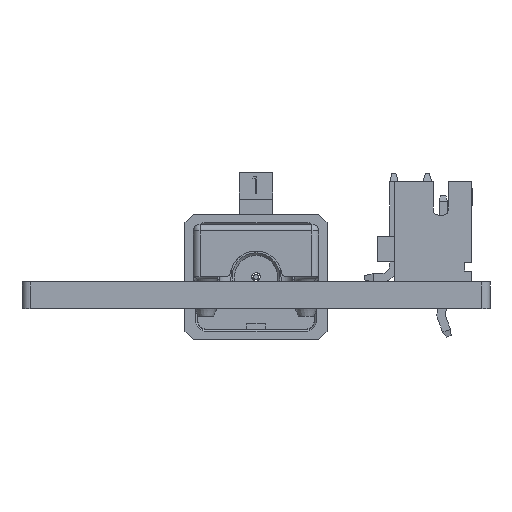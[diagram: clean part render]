
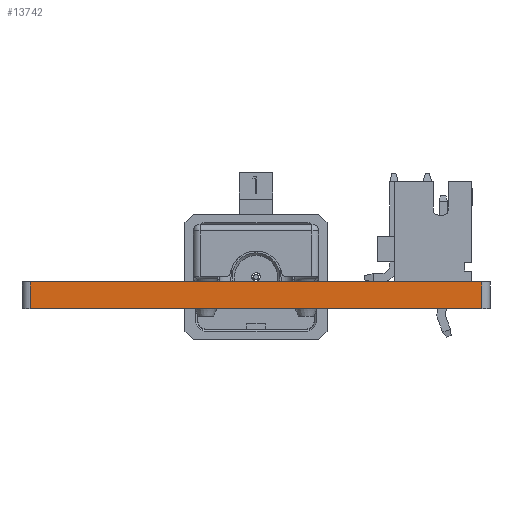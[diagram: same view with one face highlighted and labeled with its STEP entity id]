
A CAD part, front view. The second image highlights one B-rep face of the part: STEP entity #13742.
In plain terms, the highlighted planar face has unit normal (0, -1, 0).
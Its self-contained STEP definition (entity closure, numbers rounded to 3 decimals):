
#524=PLANE('',#14833);
#1112=FACE_OUTER_BOUND('',#1844,.T.);
#1844=EDGE_LOOP('',(#9821,#9822,#9823,#9824));
#2905=LINE('',#20517,#4251);
#2906=LINE('',#20521,#4252);
#2907=LINE('',#20523,#4253);
#2908=LINE('',#20524,#4254);
#4251=VECTOR('',#16741,1000.);
#4252=VECTOR('',#16746,1000.);
#4253=VECTOR('',#16747,1000.);
#4254=VECTOR('',#16748,1000.);
#6266=VERTEX_POINT('',#20514);
#6267=VERTEX_POINT('',#20516);
#6268=VERTEX_POINT('',#20520);
#6269=VERTEX_POINT('',#20522);
#7690=EDGE_CURVE('',#6267,#6266,#2905,.T.);
#7692=EDGE_CURVE('',#6266,#6268,#2906,.T.);
#7693=EDGE_CURVE('',#6269,#6268,#2907,.T.);
#7694=EDGE_CURVE('',#6267,#6269,#2908,.T.);
#9821=ORIENTED_EDGE('',*,*,#7692,.T.);
#9822=ORIENTED_EDGE('',*,*,#7693,.F.);
#9823=ORIENTED_EDGE('',*,*,#7694,.F.);
#9824=ORIENTED_EDGE('',*,*,#7690,.T.);
#13742=ADVANCED_FACE('',(#1112),#524,.F.);
#14833=AXIS2_PLACEMENT_3D('',#20519,#16744,#16745);
#16741=DIRECTION('',(0.,0.,-1.));
#16744=DIRECTION('center_axis',(0.,1.,0.));
#16745=DIRECTION('ref_axis',(0.,0.,1.));
#16746=DIRECTION('',(1.,0.,0.));
#16747=DIRECTION('',(0.,0.,-1.));
#16748=DIRECTION('',(1.,0.,0.));
#20514=CARTESIAN_POINT('',(0.5,0.,0.));
#20516=CARTESIAN_POINT('',(0.5,0.,1.6));
#20517=CARTESIAN_POINT('',(0.5,0.,1.6));
#20519=CARTESIAN_POINT('Origin',(0.5,0.,1.6));
#20520=CARTESIAN_POINT('',(27.5,0.,0.));
#20521=CARTESIAN_POINT('',(0.5,0.,0.));
#20522=CARTESIAN_POINT('',(27.5,0.,1.6));
#20523=CARTESIAN_POINT('',(27.5,0.,1.6));
#20524=CARTESIAN_POINT('',(0.5,0.,1.6));
